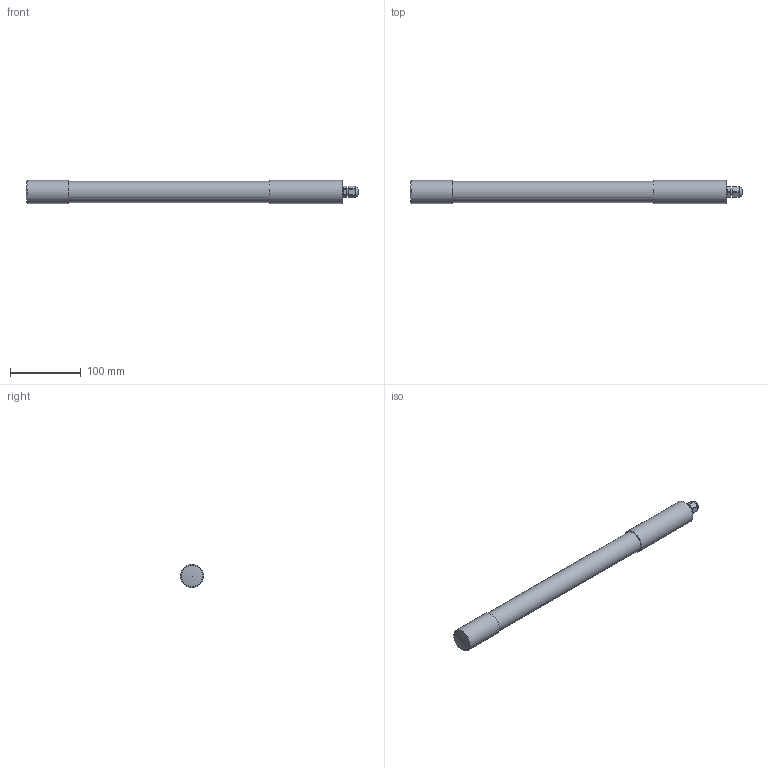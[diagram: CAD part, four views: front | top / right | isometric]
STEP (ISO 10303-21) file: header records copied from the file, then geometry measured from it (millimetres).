
FILE_DESCRIPTION(/* description */ (''),/* implementation_level */ '2;1');
FILE_NAME(/* name */ 'KE-LED-EA 3006-P.stp',/* time_stamp */ '2025-05-14T15:30:43+02:00',/* author */ ('stree'),/* organization */ (''),/* preprocessor_version */ 'ST-DEVELOPER v20.1',/* originating_system */ 'Autodesk Inventor 2026',/* authorisation */ '');
FILE_SCHEMA (('AUTOMOTIVE_DESIGN { 1 0 10303 214 3 1 1 }'));
Length unit declared in the file: millimetre
Products named in the file (5): KE-LED-EA 3006-P Baugruppe; KE-LED-EA 3003-P - 3006-P Kappe Oben; KE-LED-EA 3003-P - 3006-P Kappe Unten; KE-LED-EA 3006-P Rohr; Kabelverschraubung PG07
Assembly tree (4 placements, depth 2):
  KE-LED-EA 3006-P Baugruppe
    KE-LED-EA 3003-P - 3006-P Kappe Oben
    KE-LED-EA 3003-P - 3006-P Kappe Unten
    KE-LED-EA 3006-P Rohr
    Kabelverschraubung PG07
Bounding box: 470.77 x 33 x 33 mm (x, y, z)
Volume: 142293.6 mm3; surface area: 113335.2 mm2
Topology: 4 solids, 4 shells, 52 faces, 123 edges, 82 vertices
Faces by surface type: cylinder 24, plane 23, bspline 4, torus 1
Full cylindrical faces by diameter (mm): 7.5 x1, 10 x1, 11.1 x1, 12 x2, 14 x1, 24 x1, 30 x3, 33 x2
Entity records: 1810 total; most frequent: CARTESIAN_POINT 368, DIRECTION 296, ORIENTED_EDGE 242, EDGE_CURVE 121, AXIS2_PLACEMENT_3D 118, VERTEX_POINT 82, EDGE_LOOP 63, CIRCLE 61
